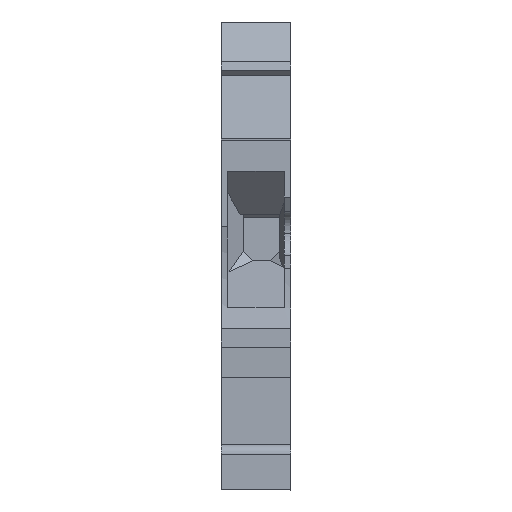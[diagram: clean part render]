
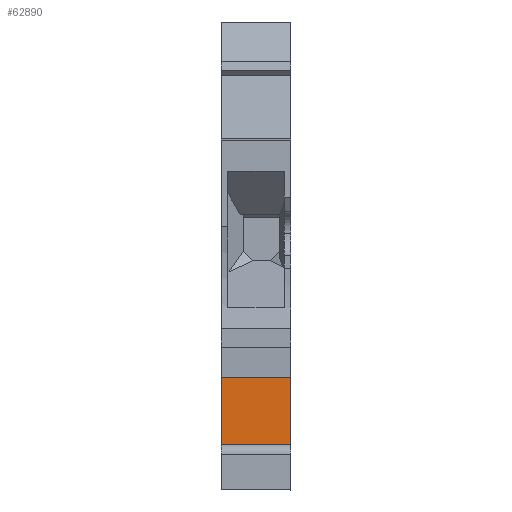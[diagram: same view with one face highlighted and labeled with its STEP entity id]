
A CAD part, front view. The second image highlights one B-rep face of the part: STEP entity #62890.
In plain terms, the highlighted face is planar.
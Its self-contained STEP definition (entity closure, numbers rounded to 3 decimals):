
#3380=CARTESIAN_POINT('',(-46.5,-11.25,
-4.15));
#3390=VERTEX_POINT('',#3380);
#3540=CARTESIAN_POINT('',(-46.5,-11.25,
-5.15));
#3550=VERTEX_POINT('',#3540);
#3580=CARTESIAN_POINT('',(-46.5,-11.25,0.));
#3590=DIRECTION('',(0.,0.,1.));
#3600=VECTOR('',#3590,1.);
#3610=LINE('',#3580,#3600);
#3620=EDGE_CURVE('',#3550,#3390,#3610,.T.);
#5340=CARTESIAN_POINT('',(-46.5,-13.75,
-4.15));
#5350=VERTEX_POINT('',#5340);
#5380=CARTESIAN_POINT('',(-46.5,-13.75,-5.15));
#5390=DIRECTION('',(0.,0.,-1.));
#5400=VECTOR('',#5390,1.);
#5410=LINE('',#5380,#5400);
#5420=CARTESIAN_POINT('',(-46.5,-13.75,
1.));
#5430=VERTEX_POINT('',#5420);
#5440=EDGE_CURVE('',#5430,#5350,#5410,.T.);
#11660=CARTESIAN_POINT('',(-46.5,0.,1.));
#11670=DIRECTION('',(0.,-1.,0.));
#11680=VECTOR('',#11670,1.);
#11690=LINE('',#11660,#11680);
#11700=CARTESIAN_POINT('',(-46.5,-5.3,
1.));
#11710=VERTEX_POINT('',#11700);
#11720=EDGE_CURVE('',#11710,#5430,#11690,.T.);
#17130=CARTESIAN_POINT('',(-46.5,-5.3,
-5.15));
#17140=VERTEX_POINT('',#17130);
#17260=CARTESIAN_POINT('',(-46.5,-5.3,0.));
#17270=DIRECTION('',(0.,0.,-1.));
#17280=VECTOR('',#17270,1.);
#17290=LINE('',#17260,#17280);
#17300=EDGE_CURVE('',#11710,#17140,#17290,.T.);
#28550=CARTESIAN_POINT('',(-46.5,-15.25,-4.15));
#28560=DIRECTION('',(0.,1.,0.));
#28570=VECTOR('',#28560,1.);
#28580=LINE('',#28550,#28570);
#28590=EDGE_CURVE('',#5350,#3390,#28580,.T.);
#51840=CARTESIAN_POINT('',(-46.5,0.,-5.15));
#51850=DIRECTION('',(0.,1.,0.));
#51860=VECTOR('',#51850,1.);
#51870=LINE('',#51840,#51860);
#51880=EDGE_CURVE('',#3550,#17140,#51870,.T.);
#62760=CARTESIAN_POINT('',(-46.5,-10.25,
1.));
#62770=DIRECTION('',(-1.,0.,0.));
#62780=DIRECTION('',(0.,1.,0.));
#62790=AXIS2_PLACEMENT_3D('',#62760,#62770,#62780);
#62800=PLANE('',#62790);
#62810=ORIENTED_EDGE('',*,*,#5440,.F.);
#62820=ORIENTED_EDGE('',*,*,#28590,.F.);
#62830=ORIENTED_EDGE('',*,*,#3620,.T.);
#62840=ORIENTED_EDGE('',*,*,#51880,.F.);
#62850=ORIENTED_EDGE('',*,*,#17300,.T.);
#62860=ORIENTED_EDGE('',*,*,#11720,.F.);
#62870=EDGE_LOOP('',(#62860,#62850,#62840,#62830,#62820,#62810));
#62880=FACE_OUTER_BOUND('',#62870,.T.);
#62890=ADVANCED_FACE('',(#62880),#62800,.T.);
